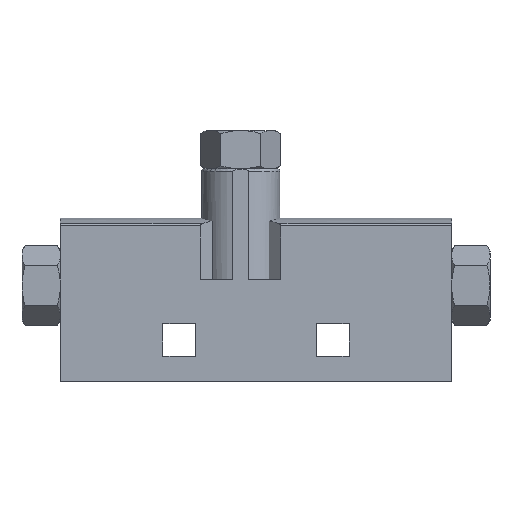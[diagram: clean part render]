
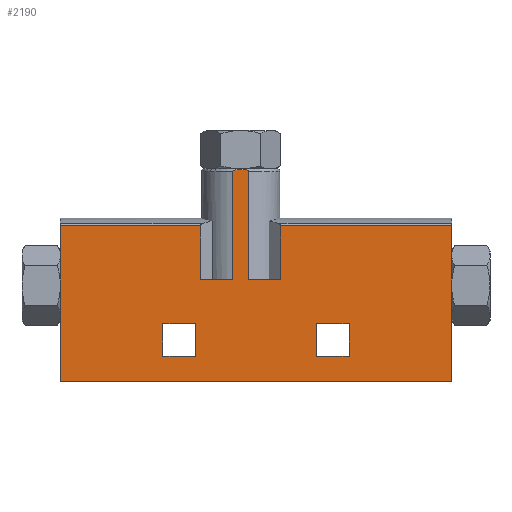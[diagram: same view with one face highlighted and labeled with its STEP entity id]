
A CAD part, top view. The second image highlights one B-rep face of the part: STEP entity #2190.
In plain terms, the highlighted planar face has unit normal (0, 0, 1).
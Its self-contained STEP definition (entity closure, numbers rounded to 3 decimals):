
#40=LINE('',#3072,#118);
#41=LINE('',#3075,#119);
#42=LINE('',#3077,#120);
#43=LINE('',#3079,#121);
#44=LINE('',#3080,#122);
#45=LINE('',#3083,#123);
#46=LINE('',#3085,#124);
#47=LINE('',#3087,#125);
#48=LINE('',#3089,#126);
#49=LINE('',#3091,#127);
#50=LINE('',#3093,#128);
#51=LINE('',#3095,#129);
#52=LINE('',#3097,#130);
#53=LINE('',#3099,#131);
#54=LINE('',#3115,#132);
#55=LINE('',#3116,#133);
#56=LINE('',#3119,#134);
#57=LINE('',#3121,#135);
#58=LINE('',#3123,#136);
#118=VECTOR('',#2519,1000.);
#119=VECTOR('',#2520,1000.);
#120=VECTOR('',#2521,1000.);
#121=VECTOR('',#2522,1000.);
#122=VECTOR('',#2523,1000.);
#123=VECTOR('',#2524,1000.);
#124=VECTOR('',#2525,1000.);
#125=VECTOR('',#2526,1000.);
#126=VECTOR('',#2527,1000.);
#127=VECTOR('',#2528,1000.);
#128=VECTOR('',#2529,1000.);
#129=VECTOR('',#2530,1000.);
#130=VECTOR('',#2531,1000.);
#131=VECTOR('',#2532,1000.);
#132=VECTOR('',#2533,1000.);
#133=VECTOR('',#2534,1000.);
#134=VECTOR('',#2535,1000.);
#135=VECTOR('',#2536,1000.);
#136=VECTOR('',#2537,1000.);
#196=PLANE('',#2312);
#355=ORIENTED_EDGE('',*,*,#801,.F.);
#356=ORIENTED_EDGE('',*,*,#802,.F.);
#357=ORIENTED_EDGE('',*,*,#803,.F.);
#358=ORIENTED_EDGE('',*,*,#804,.F.);
#359=ORIENTED_EDGE('',*,*,#805,.F.);
#360=ORIENTED_EDGE('',*,*,#806,.T.);
#361=ORIENTED_EDGE('',*,*,#807,.T.);
#362=ORIENTED_EDGE('',*,*,#808,.T.);
#363=ORIENTED_EDGE('',*,*,#809,.F.);
#364=ORIENTED_EDGE('',*,*,#810,.F.);
#365=ORIENTED_EDGE('',*,*,#811,.T.);
#366=ORIENTED_EDGE('',*,*,#812,.T.);
#367=ORIENTED_EDGE('',*,*,#813,.F.);
#368=ORIENTED_EDGE('',*,*,#814,.T.);
#369=ORIENTED_EDGE('',*,*,#815,.F.);
#370=ORIENTED_EDGE('',*,*,#816,.T.);
#371=ORIENTED_EDGE('',*,*,#817,.F.);
#372=ORIENTED_EDGE('',*,*,#818,.F.);
#373=ORIENTED_EDGE('',*,*,#819,.F.);
#374=ORIENTED_EDGE('',*,*,#820,.F.);
#801=EDGE_CURVE('',#1008,#1009,#40,.T.);
#802=EDGE_CURVE('',#1010,#1008,#41,.T.);
#803=EDGE_CURVE('',#1011,#1010,#42,.T.);
#804=EDGE_CURVE('',#1009,#1011,#43,.T.);
#805=EDGE_CURVE('',#1012,#1013,#44,.T.);
#806=EDGE_CURVE('',#1012,#1014,#45,.T.);
#807=EDGE_CURVE('',#1014,#1015,#46,.T.);
#808=EDGE_CURVE('',#1015,#1016,#47,.T.);
#809=EDGE_CURVE('',#1017,#1016,#48,.T.);
#810=EDGE_CURVE('',#1018,#1017,#49,.T.);
#811=EDGE_CURVE('',#1018,#1019,#50,.T.);
#812=EDGE_CURVE('',#1019,#1020,#51,.T.);
#813=EDGE_CURVE('',#1021,#1020,#52,.T.);
#814=EDGE_CURVE('',#1021,#1022,#53,.F.);
#815=EDGE_CURVE('',#1023,#1022,#1148,.T.);
#816=EDGE_CURVE('',#1023,#1013,#54,.T.);
#817=EDGE_CURVE('',#1024,#1025,#55,.T.);
#818=EDGE_CURVE('',#1026,#1024,#56,.T.);
#819=EDGE_CURVE('',#1027,#1026,#57,.T.);
#820=EDGE_CURVE('',#1025,#1027,#58,.T.);
#1008=VERTEX_POINT('',#3073);
#1009=VERTEX_POINT('',#3074);
#1010=VERTEX_POINT('',#3076);
#1011=VERTEX_POINT('',#3078);
#1012=VERTEX_POINT('',#3081);
#1013=VERTEX_POINT('',#3082);
#1014=VERTEX_POINT('',#3084);
#1015=VERTEX_POINT('',#3086);
#1016=VERTEX_POINT('',#3088);
#1017=VERTEX_POINT('',#3090);
#1018=VERTEX_POINT('',#3092);
#1019=VERTEX_POINT('',#3094);
#1020=VERTEX_POINT('',#3096);
#1021=VERTEX_POINT('',#3098);
#1022=VERTEX_POINT('',#3100);
#1023=VERTEX_POINT('',#3114);
#1024=VERTEX_POINT('',#3117);
#1025=VERTEX_POINT('',#3118);
#1026=VERTEX_POINT('',#3120);
#1027=VERTEX_POINT('',#3122);
#1148=B_SPLINE_CURVE_WITH_KNOTS('',3,(#3101,#3102,#3103,#3104,#3105,#3106,
#3107,#3108,#3109,#3110,#3111,#3112,#3113),.UNSPECIFIED.,.F.,.F.,(4,1,1,
1,1,1,1,1,1,1,4),(0.003,0.003,0.003,
0.004,0.004,0.004,0.005,
0.005,0.005,0.005,0.005),
 .UNSPECIFIED.);
#1207=EDGE_LOOP('',(#355,#356,#357,#358));
#1208=EDGE_LOOP('',(#359,#360,#361,#362,#363,#364,#365,#366,#367,#368,#369,
#370));
#1209=EDGE_LOOP('',(#371,#372,#373,#374));
#1327=FACE_BOUND('',#1207,.T.);
#1328=FACE_BOUND('',#1208,.T.);
#1329=FACE_BOUND('',#1209,.T.);
#2190=ADVANCED_FACE('',(#1327,#1328,#1329),#196,.F.);
#2312=AXIS2_PLACEMENT_3D('',#3071,#2517,#2518);
#2517=DIRECTION('',(0.,0.,-1.));
#2518=DIRECTION('',(-1.,0.,0.));
#2519=DIRECTION('',(-1.,0.,0.));
#2520=DIRECTION('',(0.,1.,0.));
#2521=DIRECTION('',(1.,0.,0.));
#2522=DIRECTION('',(0.,-1.,0.));
#2523=DIRECTION('',(1.,0.,0.));
#2524=DIRECTION('',(0.,1.,0.));
#2525=DIRECTION('',(-1.,0.,0.));
#2526=DIRECTION('',(0.,-1.,0.));
#2527=DIRECTION('',(-1.,0.,0.));
#2528=DIRECTION('',(0.,-1.,0.));
#2529=DIRECTION('',(-1.,0.,0.));
#2530=DIRECTION('',(0.,-1.,0.));
#2531=DIRECTION('',(1.,0.,0.));
#2532=DIRECTION('',(0.,-1.,0.));
#2533=DIRECTION('',(0.,-1.,0.));
#2534=DIRECTION('',(-1.,0.,0.));
#2535=DIRECTION('',(0.,1.,0.));
#2536=DIRECTION('',(1.,0.,0.));
#2537=DIRECTION('',(0.,-1.,0.));
#3071=CARTESIAN_POINT('',(25.5,20.277,5.));
#3072=CARTESIAN_POINT('',(25.5,7.55,5.));
#3073=CARTESIAN_POINT('',(12.15,7.55,5.));
#3074=CARTESIAN_POINT('',(7.85,7.55,5.));
#3075=CARTESIAN_POINT('',(12.15,20.277,5.));
#3076=CARTESIAN_POINT('',(12.15,3.25,5.));
#3077=CARTESIAN_POINT('',(25.5,3.25,5.));
#3078=CARTESIAN_POINT('',(7.85,3.25,5.));
#3079=CARTESIAN_POINT('',(7.85,20.277,5.));
#3080=CARTESIAN_POINT('',(25.5,13.25,5.));
#3081=CARTESIAN_POINT('',(-7.209,13.25,5.));
#3082=CARTESIAN_POINT('',(-3.005,13.25,5.));
#3083=CARTESIAN_POINT('',(-7.209,20.277,5.));
#3084=CARTESIAN_POINT('',(-7.209,20.277,5.));
#3085=CARTESIAN_POINT('',(25.5,20.277,5.));
#3086=CARTESIAN_POINT('',(-25.5,20.277,5.));
#3087=CARTESIAN_POINT('',(-25.5,20.277,5.));
#3088=CARTESIAN_POINT('',(-25.5,0.,5.));
#3089=CARTESIAN_POINT('',(25.5,0.,5.));
#3090=CARTESIAN_POINT('',(25.5,0.,5.));
#3091=CARTESIAN_POINT('',(25.5,20.277,5.));
#3092=CARTESIAN_POINT('',(25.5,20.277,5.));
#3093=CARTESIAN_POINT('',(25.5,20.277,5.));
#3094=CARTESIAN_POINT('',(3.209,20.277,5.));
#3095=CARTESIAN_POINT('',(3.209,20.277,5.));
#3096=CARTESIAN_POINT('',(3.209,13.25,5.));
#3097=CARTESIAN_POINT('',(25.5,13.25,5.));
#3098=CARTESIAN_POINT('',(-0.995,13.25,5.));
#3099=CARTESIAN_POINT('',(-0.995,13.25,5.));
#3100=CARTESIAN_POINT('',(-0.995,27.4,5.));
#3101=CARTESIAN_POINT('',(-3.005,27.4,5.));
#3102=CARTESIAN_POINT('',(-3.005,27.445,5.));
#3103=CARTESIAN_POINT('',(-2.919,27.505,5.));
#3104=CARTESIAN_POINT('',(-2.756,27.561,5.));
#3105=CARTESIAN_POINT('',(-2.535,27.598,5.));
#3106=CARTESIAN_POINT('',(-2.269,27.619,5.));
#3107=CARTESIAN_POINT('',(-2.003,27.626,5.));
#3108=CARTESIAN_POINT('',(-1.735,27.62,5.));
#3109=CARTESIAN_POINT('',(-1.469,27.599,5.));
#3110=CARTESIAN_POINT('',(-1.246,27.561,5.));
#3111=CARTESIAN_POINT('',(-1.081,27.505,5.));
#3112=CARTESIAN_POINT('',(-0.995,27.446,5.));
#3113=CARTESIAN_POINT('',(-0.995,27.4,5.));
#3114=CARTESIAN_POINT('',(-3.005,27.4,5.));
#3115=CARTESIAN_POINT('',(-3.005,13.25,5.));
#3116=CARTESIAN_POINT('',(25.5,7.55,5.));
#3117=CARTESIAN_POINT('',(-7.85,7.55,5.));
#3118=CARTESIAN_POINT('',(-12.15,7.55,5.));
#3119=CARTESIAN_POINT('',(-7.85,20.277,5.));
#3120=CARTESIAN_POINT('',(-7.85,3.25,5.));
#3121=CARTESIAN_POINT('',(25.5,3.25,5.));
#3122=CARTESIAN_POINT('',(-12.15,3.25,5.));
#3123=CARTESIAN_POINT('',(-12.15,20.277,5.));
